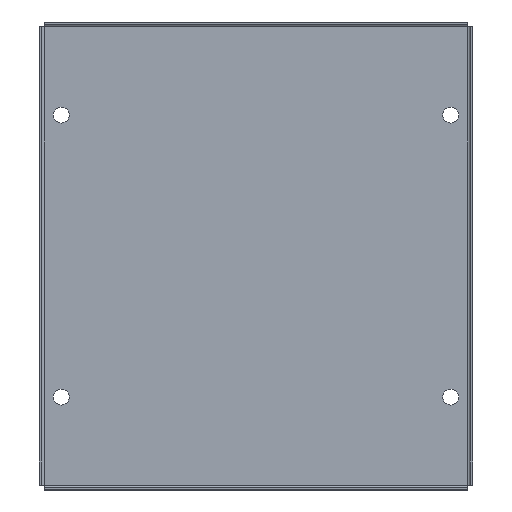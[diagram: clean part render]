
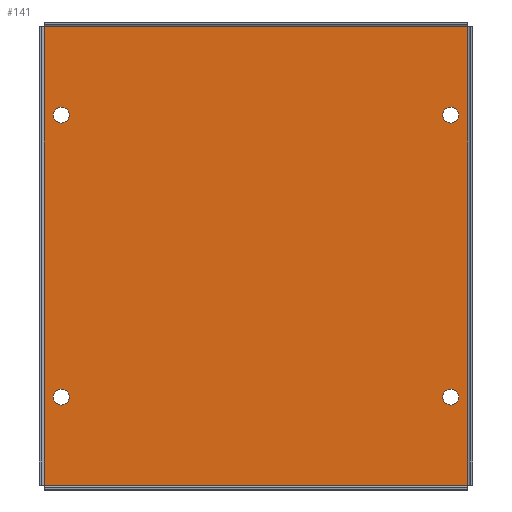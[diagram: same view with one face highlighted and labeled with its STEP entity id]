
A CAD part, top view. The second image highlights one B-rep face of the part: STEP entity #141.
In plain terms, the highlighted planar face has unit normal (0, 0, 1).
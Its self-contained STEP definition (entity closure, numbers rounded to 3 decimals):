
#30 = DIRECTION ( 'NONE',  ( 0., 0., -1. ) ) ;
#45 = CARTESIAN_POINT ( 'NONE',  ( 0., 0., 0. ) ) ;
#67 = VECTOR ( 'NONE', #111, 1000. ) ;
#93 = CARTESIAN_POINT ( 'NONE',  ( 165.1, 35.75, 0. ) ) ;
#111 = DIRECTION ( 'NONE',  ( -1., 0., 0. ) ) ;
#131 = VERTEX_POINT ( 'NONE', #134 ) ;
#134 = CARTESIAN_POINT ( 'NONE',  ( 168.35, 35.75, 0. ) ) ;
#140 = EDGE_LOOP ( 'NONE', ( #313, #644, #357, #522 ) ) ;
#141 = ADVANCED_FACE ( 'NONE', ( #869, #546, #142, #445, #150 ), #740, .F. ) ;
#142 = FACE_BOUND ( 'NONE', #255, .T. ) ;
#146 = AXIS2_PLACEMENT_3D ( 'NONE', #180, #386, #589 ) ;
#150 = FACE_OUTER_BOUND ( 'NONE', #140, .T. ) ;
#154 = VERTEX_POINT ( 'NONE', #954 ) ;
#169 = VERTEX_POINT ( 'NONE', #965 ) ;
#171 = CARTESIAN_POINT ( 'NONE',  ( 0., 0., 0. ) ) ;
#172 = CIRCLE ( 'NONE', #1085, 3.25 ) ;
#180 = CARTESIAN_POINT ( 'NONE',  ( 6.9, 35.75, 0. ) ) ;
#181 = CARTESIAN_POINT ( 'NONE',  ( 10.15, 150.25, 0. ) ) ;
#207 = CARTESIAN_POINT ( 'NONE',  ( 3.65, 35.75, 0. ) ) ;
#242 = ORIENTED_EDGE ( 'NONE', *, *, #1136, .T. ) ;
#247 = VERTEX_POINT ( 'NONE', #894 ) ;
#249 = EDGE_LOOP ( 'NONE', ( #715, #711 ) ) ;
#255 = EDGE_LOOP ( 'NONE', ( #871, #1214 ) ) ;
#262 = DIRECTION ( 'NONE',  ( -1., 0., 0. ) ) ;
#272 = VERTEX_POINT ( 'NONE', #488 ) ;
#284 = DIRECTION ( 'NONE',  ( -1., 0., 0. ) ) ;
#288 = DIRECTION ( 'NONE',  ( -1., 0., 0. ) ) ;
#291 = EDGE_CURVE ( 'NONE', #272, #154, #977, .T. ) ;
#295 = EDGE_CURVE ( 'NONE', #988, #169, #688, .T. ) ;
#309 = AXIS2_PLACEMENT_3D ( 'NONE', #1175, #955, #758 ) ;
#313 = ORIENTED_EDGE ( 'NONE', *, *, #295, .T. ) ;
#330 = DIRECTION ( 'NONE',  ( -1., 0., 0. ) ) ;
#357 = ORIENTED_EDGE ( 'NONE', *, *, #949, .T. ) ;
#372 = CIRCLE ( 'NONE', #1045, 3.25 ) ;
#381 = CARTESIAN_POINT ( 'NONE',  ( 6.9, 150.25, 0. ) ) ;
#385 = EDGE_CURVE ( 'NONE', #863, #1119, #726, .T. ) ;
#386 = DIRECTION ( 'NONE',  ( 0., 0., -1. ) ) ;
#405 = EDGE_LOOP ( 'NONE', ( #447, #766 ) ) ;
#406 = EDGE_LOOP ( 'NONE', ( #242, #1255 ) ) ;
#414 = LINE ( 'NONE', #1221, #67 ) ;
#423 = DIRECTION ( 'NONE',  ( 0., 0., -1. ) ) ;
#445 = FACE_BOUND ( 'NONE', #406, .T. ) ;
#447 = ORIENTED_EDGE ( 'NONE', *, *, #789, .T. ) ;
#468 = CARTESIAN_POINT ( 'NONE',  ( 172., 0., 0. ) ) ;
#485 = DIRECTION ( 'NONE',  ( 0., 0., -1. ) ) ;
#488 = CARTESIAN_POINT ( 'NONE',  ( 168.35, 150.25, 0. ) ) ;
#496 = AXIS2_PLACEMENT_3D ( 'NONE', #577, #981, #1305 ) ;
#498 = CARTESIAN_POINT ( 'NONE',  ( 6.9, 150.25, 0. ) ) ;
#500 = EDGE_CURVE ( 'NONE', #131, #247, #535, .T. ) ;
#505 = DIRECTION ( 'NONE',  ( 0., 0., -1. ) ) ;
#506 = DIRECTION ( 'NONE',  ( 0., 0., -1. ) ) ;
#522 = ORIENTED_EDGE ( 'NONE', *, *, #1111, .T. ) ;
#534 = CARTESIAN_POINT ( 'NONE',  ( 0., 186., 0. ) ) ;
#535 = CIRCLE ( 'NONE', #940, 3.25 ) ;
#546 = FACE_BOUND ( 'NONE', #249, .T. ) ;
#569 = DIRECTION ( 'NONE',  ( 0., 1., 0. ) ) ;
#577 = CARTESIAN_POINT ( 'NONE',  ( 6.9, 35.75, 0. ) ) ;
#589 = DIRECTION ( 'NONE',  ( -1., 0., 0. ) ) ;
#590 = DIRECTION ( 'NONE',  ( -1., 0., 0. ) ) ;
#620 = CIRCLE ( 'NONE', #309, 3.25 ) ;
#641 = CIRCLE ( 'NONE', #1176, 3.25 ) ;
#644 = ORIENTED_EDGE ( 'NONE', *, *, #772, .T. ) ;
#665 = CARTESIAN_POINT ( 'NONE',  ( 172., 0., 0. ) ) ;
#681 = DIRECTION ( 'NONE',  ( 1., 0., 0. ) ) ;
#688 = LINE ( 'NONE', #171, #1082 ) ;
#711 = ORIENTED_EDGE ( 'NONE', *, *, #291, .T. ) ;
#715 = ORIENTED_EDGE ( 'NONE', *, *, #1271, .T. ) ;
#726 = CIRCLE ( 'NONE', #146, 3.25 ) ;
#730 = CARTESIAN_POINT ( 'NONE',  ( 3.65, 150.25, 0. ) ) ;
#740 = PLANE ( 'NONE',  #815 ) ;
#758 = DIRECTION ( 'NONE',  ( -1., 0., 0. ) ) ;
#766 = ORIENTED_EDGE ( 'NONE', *, *, #385, .T. ) ;
#772 = EDGE_CURVE ( 'NONE', #169, #1289, #1077, .T. ) ;
#777 = EDGE_CURVE ( 'NONE', #883, #813, #172, .T. ) ;
#789 = EDGE_CURVE ( 'NONE', #1119, #863, #1302, .T. ) ;
#799 = VERTEX_POINT ( 'NONE', #1194 ) ;
#813 = VERTEX_POINT ( 'NONE', #181 ) ;
#815 = AXIS2_PLACEMENT_3D ( 'NONE', #45, #30, #262 ) ;
#861 = EDGE_CURVE ( 'NONE', #813, #883, #641, .T. ) ;
#863 = VERTEX_POINT ( 'NONE', #1093 ) ;
#869 = FACE_BOUND ( 'NONE', #405, .T. ) ;
#871 = ORIENTED_EDGE ( 'NONE', *, *, #777, .T. ) ;
#875 = DIRECTION ( 'NONE',  ( 0., 0., -1. ) ) ;
#883 = VERTEX_POINT ( 'NONE', #730 ) ;
#894 = CARTESIAN_POINT ( 'NONE',  ( 161.85, 35.75, 0. ) ) ;
#940 = AXIS2_PLACEMENT_3D ( 'NONE', #93, #506, #1212 ) ;
#949 = EDGE_CURVE ( 'NONE', #1289, #799, #1179, .T. ) ;
#954 = CARTESIAN_POINT ( 'NONE',  ( 161.85, 150.25, 0. ) ) ;
#955 = DIRECTION ( 'NONE',  ( 0., 0., -1. ) ) ;
#965 = CARTESIAN_POINT ( 'NONE',  ( 0., 0., 0. ) ) ;
#977 = CIRCLE ( 'NONE', #1234, 3.25 ) ;
#981 = DIRECTION ( 'NONE',  ( 0., 0., -1. ) ) ;
#988 = VERTEX_POINT ( 'NONE', #534 ) ;
#1045 = AXIS2_PLACEMENT_3D ( 'NONE', #1238, #423, #330 ) ;
#1077 = LINE ( 'NONE', #1202, #1235 ) ;
#1082 = VECTOR ( 'NONE', #1191, 1000. ) ;
#1085 = AXIS2_PLACEMENT_3D ( 'NONE', #381, #485, #590 ) ;
#1086 = VECTOR ( 'NONE', #569, 1000. ) ;
#1093 = CARTESIAN_POINT ( 'NONE',  ( 10.15, 35.75, 0. ) ) ;
#1111 = EDGE_CURVE ( 'NONE', #799, #988, #414, .T. ) ;
#1119 = VERTEX_POINT ( 'NONE', #207 ) ;
#1136 = EDGE_CURVE ( 'NONE', #247, #131, #372, .T. ) ;
#1175 = CARTESIAN_POINT ( 'NONE',  ( 165.1, 150.25, 0. ) ) ;
#1176 = AXIS2_PLACEMENT_3D ( 'NONE', #498, #505, #288 ) ;
#1179 = LINE ( 'NONE', #468, #1086 ) ;
#1191 = DIRECTION ( 'NONE',  ( 0., -1., 0. ) ) ;
#1194 = CARTESIAN_POINT ( 'NONE',  ( 172., 186., 0. ) ) ;
#1202 = CARTESIAN_POINT ( 'NONE',  ( 0., 0., 0. ) ) ;
#1212 = DIRECTION ( 'NONE',  ( -1., 0., 0. ) ) ;
#1214 = ORIENTED_EDGE ( 'NONE', *, *, #861, .T. ) ;
#1221 = CARTESIAN_POINT ( 'NONE',  ( 0., 186., 0. ) ) ;
#1234 = AXIS2_PLACEMENT_3D ( 'NONE', #1290, #875, #284 ) ;
#1235 = VECTOR ( 'NONE', #681, 1000. ) ;
#1238 = CARTESIAN_POINT ( 'NONE',  ( 165.1, 35.75, 0. ) ) ;
#1255 = ORIENTED_EDGE ( 'NONE', *, *, #500, .T. ) ;
#1271 = EDGE_CURVE ( 'NONE', #154, #272, #620, .T. ) ;
#1289 = VERTEX_POINT ( 'NONE', #665 ) ;
#1290 = CARTESIAN_POINT ( 'NONE',  ( 165.1, 150.25, 0. ) ) ;
#1302 = CIRCLE ( 'NONE', #496, 3.25 ) ;
#1305 = DIRECTION ( 'NONE',  ( -1., 0., 0. ) ) ;
